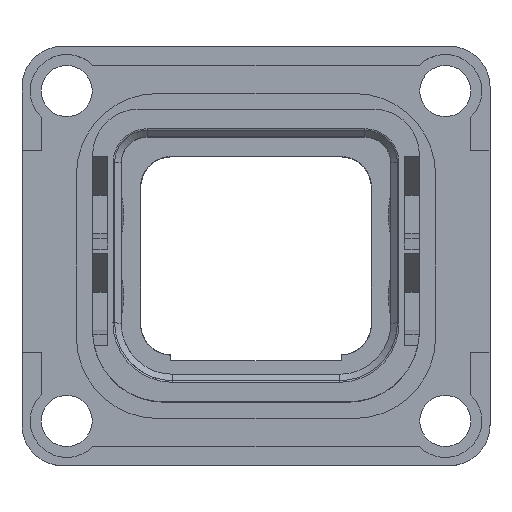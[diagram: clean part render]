
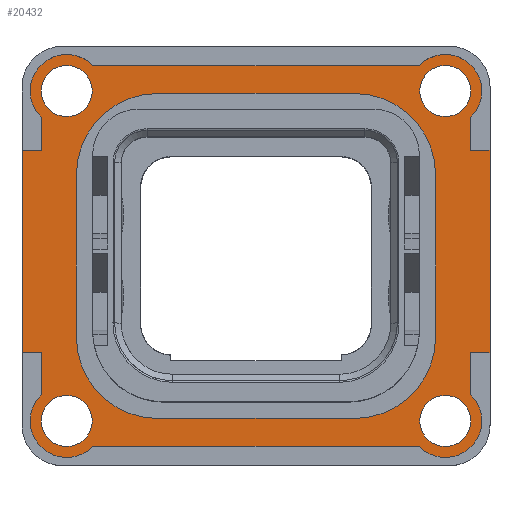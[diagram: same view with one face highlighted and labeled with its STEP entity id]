
A CAD part, top view. The second image highlights one B-rep face of the part: STEP entity #20432.
In plain terms, the highlighted planar face has unit normal (0, 0, 1).
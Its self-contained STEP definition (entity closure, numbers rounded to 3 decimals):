
#97=DIRECTION('',(0.,-1.,0.));
#98=VECTOR('',#97,12.45);
#99=CARTESIAN_POINT('',(-14.4,6.5,1.5));
#100=LINE('',#99,#98);
#160=CARTESIAN_POINT('',(-11.65,10.15,1.5));
#161=DIRECTION('',(0.,0.,1.));
#162=DIRECTION('',(0.716,0.698,0.));
#163=AXIS2_PLACEMENT_3D('',#160,#161,#162);
#173=CARTESIAN_POINT('',(11.65,10.15,1.5));
#174=DIRECTION('',(0.,0.,1.));
#175=DIRECTION('',(0.698,-0.716,0.));
#176=AXIS2_PLACEMENT_3D('',#173,#174,#175);
#183=DIRECTION('',(0.,1.,0.));
#184=VECTOR('',#183,2.588);
#185=CARTESIAN_POINT('',(13.22,-8.538,1.5));
#186=LINE('',#185,#184);
#187=DIRECTION('',(1.,0.,0.));
#188=VECTOR('',#187,20.077);
#189=CARTESIAN_POINT('',(-10.038,-11.72,1.5));
#190=LINE('',#189,#188);
#191=DIRECTION('',(0.,-1.,0.));
#192=VECTOR('',#191,2.588);
#193=CARTESIAN_POINT('',(-13.22,-5.95,1.5));
#194=LINE('',#193,#192);
#195=DIRECTION('',(1.,0.,0.));
#196=VECTOR('',#195,1.18);
#197=CARTESIAN_POINT('',(-14.4,-5.95,1.5));
#198=LINE('',#197,#196);
#199=DIRECTION('',(-1.,0.,0.));
#200=VECTOR('',#199,1.18);
#201=CARTESIAN_POINT('',(-13.22,6.5,1.5));
#202=LINE('',#201,#200);
#203=DIRECTION('',(0.,-1.,0.));
#204=VECTOR('',#203,2.038);
#205=CARTESIAN_POINT('',(-13.22,8.538,1.5));
#206=LINE('',#205,#204);
#207=DIRECTION('',(-1.,0.,0.));
#208=VECTOR('',#207,20.077);
#209=CARTESIAN_POINT('',(10.038,11.72,1.5));
#210=LINE('',#209,#208);
#211=DIRECTION('',(0.,1.,0.));
#212=VECTOR('',#211,2.038);
#213=CARTESIAN_POINT('',(13.22,6.5,1.5));
#214=LINE('',#213,#212);
#215=DIRECTION('',(-1.,0.,0.));
#216=VECTOR('',#215,1.18);
#217=CARTESIAN_POINT('',(14.4,6.5,1.5));
#218=LINE('',#217,#216);
#219=DIRECTION('',(1.,0.,0.));
#220=VECTOR('',#219,1.18);
#221=CARTESIAN_POINT('',(13.22,-5.95,1.5));
#222=LINE('',#221,#220);
#223=CARTESIAN_POINT('',(11.65,-10.15,1.5));
#224=DIRECTION('',(0.,0.,1.));
#225=DIRECTION('',(-1.,0.,0.));
#226=AXIS2_PLACEMENT_3D('',#223,#224,#225);
#228=CARTESIAN_POINT('',(-11.65,-10.15,1.5));
#229=DIRECTION('',(0.,0.,1.));
#230=DIRECTION('',(-1.,0.,0.));
#231=AXIS2_PLACEMENT_3D('',#228,#229,#230);
#233=CARTESIAN_POINT('',(-11.65,10.15,1.5));
#234=DIRECTION('',(0.,0.,1.));
#235=DIRECTION('',(1.,0.,0.));
#236=AXIS2_PLACEMENT_3D('',#233,#234,#235);
#238=CARTESIAN_POINT('',(11.65,10.15,1.5));
#239=DIRECTION('',(0.,0.,1.));
#240=DIRECTION('',(1.,0.,0.));
#241=AXIS2_PLACEMENT_3D('',#238,#239,#240);
#243=CARTESIAN_POINT('',(6.05,5.,1.5));
#244=DIRECTION('',(0.,0.,-1.));
#245=DIRECTION('',(0.,1.,0.));
#246=AXIS2_PLACEMENT_3D('',#243,#244,#245);
#248=DIRECTION('',(1.,0.,0.));
#249=VECTOR('',#248,12.1);
#250=CARTESIAN_POINT('',(-6.05,10.,1.5));
#251=LINE('',#250,#249);
#252=CARTESIAN_POINT('',(-6.05,5.,1.5));
#253=DIRECTION('',(0.,0.,-1.));
#254=DIRECTION('',(-1.,0.,0.));
#255=AXIS2_PLACEMENT_3D('',#252,#253,#254);
#257=DIRECTION('',(0.,1.,0.));
#258=VECTOR('',#257,10.);
#259=CARTESIAN_POINT('',(-11.05,-5.,1.5));
#260=LINE('',#259,#258);
#261=CARTESIAN_POINT('',(-6.05,-5.,1.5));
#262=DIRECTION('',(0.,0.,-1.));
#263=DIRECTION('',(0.,-1.,0.));
#264=AXIS2_PLACEMENT_3D('',#261,#262,#263);
#266=DIRECTION('',(-1.,0.,0.));
#267=VECTOR('',#266,12.1);
#268=CARTESIAN_POINT('',(6.05,-10.,1.5));
#269=LINE('',#268,#267);
#270=CARTESIAN_POINT('',(6.05,-5.,1.5));
#271=DIRECTION('',(0.,0.,-1.));
#272=DIRECTION('',(1.,0.,0.));
#273=AXIS2_PLACEMENT_3D('',#270,#271,#272);
#275=DIRECTION('',(0.,-1.,0.));
#276=VECTOR('',#275,10.);
#277=CARTESIAN_POINT('',(11.05,5.,1.5));
#278=LINE('',#277,#276);
#283=CARTESIAN_POINT('',(11.65,-10.15,1.5));
#284=DIRECTION('',(0.,0.,1.));
#285=DIRECTION('',(-0.716,-0.698,0.));
#286=AXIS2_PLACEMENT_3D('',#283,#284,#285);
#340=CARTESIAN_POINT('',(-11.65,-10.15,1.5));
#341=DIRECTION('',(0.,0.,1.));
#342=DIRECTION('',(-0.698,0.716,0.));
#343=AXIS2_PLACEMENT_3D('',#340,#341,#342);
#369=DIRECTION('',(0.,1.,0.));
#370=VECTOR('',#369,12.45);
#371=CARTESIAN_POINT('',(14.4,-5.95,1.5));
#372=LINE('',#371,#370);
#425=CARTESIAN_POINT('',(11.65,-10.15,1.5));
#426=DIRECTION('',(0.,0.,1.));
#427=DIRECTION('',(1.,0.,0.));
#428=AXIS2_PLACEMENT_3D('',#425,#426,#427);
#430=CARTESIAN_POINT('',(-11.65,-10.15,1.5));
#431=DIRECTION('',(0.,0.,1.));
#432=DIRECTION('',(1.,0.,0.));
#433=AXIS2_PLACEMENT_3D('',#430,#431,#432);
#451=CARTESIAN_POINT('',(-11.65,10.15,1.5));
#452=DIRECTION('',(0.,0.,1.));
#453=DIRECTION('',(-1.,0.,0.));
#454=AXIS2_PLACEMENT_3D('',#451,#452,#453);
#456=CARTESIAN_POINT('',(11.65,10.15,1.5));
#457=DIRECTION('',(0.,0.,1.));
#458=DIRECTION('',(-1.,0.,0.));
#459=AXIS2_PLACEMENT_3D('',#456,#457,#458);
#17967=CARTESIAN_POINT('',(-6.05,10.,1.5));
#17968=CARTESIAN_POINT('',(6.05,10.,1.5));
#17969=VERTEX_POINT('',#17967);
#17970=VERTEX_POINT('',#17968);
#17971=CARTESIAN_POINT('',(11.05,-5.,1.5));
#17972=CARTESIAN_POINT('',(6.05,-10.,1.5));
#17973=VERTEX_POINT('',#17971);
#17974=VERTEX_POINT('',#17972);
#17975=CARTESIAN_POINT('',(11.05,5.,1.5));
#17976=VERTEX_POINT('',#17975);
#17977=CARTESIAN_POINT('',(-11.05,5.,1.5));
#17978=VERTEX_POINT('',#17977);
#17979=CARTESIAN_POINT('',(-11.05,-5.,1.5));
#17980=VERTEX_POINT('',#17979);
#17981=CARTESIAN_POINT('',(-6.05,-10.,1.5));
#17982=VERTEX_POINT('',#17981);
#18013=CARTESIAN_POINT('',(14.4,-5.95,1.5));
#18014=CARTESIAN_POINT('',(14.4,6.5,1.5));
#18015=VERTEX_POINT('',#18013);
#18016=VERTEX_POINT('',#18014);
#18017=CARTESIAN_POINT('',(-14.4,6.5,1.5));
#18018=CARTESIAN_POINT('',(-14.4,-5.95,1.5));
#18019=VERTEX_POINT('',#18017);
#18020=VERTEX_POINT('',#18018);
#18021=CARTESIAN_POINT('',(10.08,10.15,1.5));
#18022=VERTEX_POINT('',#18021);
#18023=CARTESIAN_POINT('',(-10.08,10.15,1.5));
#18024=VERTEX_POINT('',#18023);
#18025=CARTESIAN_POINT('',(-10.08,-10.15,1.5));
#18026=VERTEX_POINT('',#18025);
#18027=CARTESIAN_POINT('',(10.08,-10.15,1.5));
#18028=VERTEX_POINT('',#18027);
#18029=CARTESIAN_POINT('',(-13.22,6.5,1.5));
#18030=VERTEX_POINT('',#18029);
#18031=CARTESIAN_POINT('',(13.22,6.5,1.5));
#18032=VERTEX_POINT('',#18031);
#18033=CARTESIAN_POINT('',(-13.22,-5.95,1.5));
#18034=VERTEX_POINT('',#18033);
#18349=CARTESIAN_POINT('',(13.22,-5.95,1.5));
#18350=VERTEX_POINT('',#18349);
#18680=CARTESIAN_POINT('',(13.22,8.538,1.5));
#18682=VERTEX_POINT('',#18680);
#18684=CARTESIAN_POINT('',(-10.038,-11.72,1.5));
#18686=VERTEX_POINT('',#18684);
#18688=CARTESIAN_POINT('',(10.038,-11.72,1.5));
#18690=VERTEX_POINT('',#18688);
#18692=CARTESIAN_POINT('',(-13.22,-8.538,1.5));
#18694=VERTEX_POINT('',#18692);
#18696=CARTESIAN_POINT('',(-10.038,11.72,1.5));
#18698=VERTEX_POINT('',#18696);
#18700=CARTESIAN_POINT('',(10.038,11.72,1.5));
#18702=VERTEX_POINT('',#18700);
#18704=CARTESIAN_POINT('',(-13.22,8.538,1.5));
#18706=VERTEX_POINT('',#18704);
#18708=CARTESIAN_POINT('',(13.22,-8.538,1.5));
#18710=VERTEX_POINT('',#18708);
#18712=CARTESIAN_POINT('',(13.22,10.15,1.5));
#18713=VERTEX_POINT('',#18712);
#18714=CARTESIAN_POINT('',(-13.22,10.15,1.5));
#18715=VERTEX_POINT('',#18714);
#18716=CARTESIAN_POINT('',(-13.22,-10.15,1.5));
#18717=VERTEX_POINT('',#18716);
#18718=CARTESIAN_POINT('',(13.22,-10.15,1.5));
#18719=VERTEX_POINT('',#18718);
#20355=CARTESIAN_POINT('',(0.,0.,1.5));
#20356=DIRECTION('',(0.,0.,1.));
#20357=DIRECTION('',(1.,0.,0.));
#20358=AXIS2_PLACEMENT_3D('',#20355,#20356,#20357);
#20359=PLANE('',#20358);
#20361=ORIENTED_EDGE('',*,*,#20360,.F.);
#20363=ORIENTED_EDGE('',*,*,#20362,.F.);
#20365=ORIENTED_EDGE('',*,*,#20364,.F.);
#20367=ORIENTED_EDGE('',*,*,#20366,.F.);
#20369=ORIENTED_EDGE('',*,*,#20368,.F.);
#20371=ORIENTED_EDGE('',*,*,#20370,.F.);
#20372=ORIENTED_EDGE('',*,*,#20268,.F.);
#20374=ORIENTED_EDGE('',*,*,#20373,.F.);
#20376=ORIENTED_EDGE('',*,*,#20375,.F.);
#20377=ORIENTED_EDGE('',*,*,#20320,.F.);
#20378=ORIENTED_EDGE('',*,*,#20336,.F.);
#20379=ORIENTED_EDGE('',*,*,#20346,.F.);
#20381=ORIENTED_EDGE('',*,*,#20380,.F.);
#20383=ORIENTED_EDGE('',*,*,#20382,.F.);
#20385=ORIENTED_EDGE('',*,*,#20384,.F.);
#20387=ORIENTED_EDGE('',*,*,#20386,.F.);
#20388=EDGE_LOOP('',(#20361,#20363,#20365,#20367,#20369,#20371,#20372,#20374,
#20376,#20377,#20378,#20379,#20381,#20383,#20385,#20387));
#20389=FACE_OUTER_BOUND('',#20388,.F.);
#20391=ORIENTED_EDGE('',*,*,#20390,.T.);
#20393=ORIENTED_EDGE('',*,*,#20392,.T.);
#20394=EDGE_LOOP('',(#20391,#20393));
#20395=FACE_BOUND('',#20394,.F.);
#20397=ORIENTED_EDGE('',*,*,#20396,.T.);
#20399=ORIENTED_EDGE('',*,*,#20398,.T.);
#20400=EDGE_LOOP('',(#20397,#20399));
#20401=FACE_BOUND('',#20400,.F.);
#20403=ORIENTED_EDGE('',*,*,#20402,.T.);
#20405=ORIENTED_EDGE('',*,*,#20404,.T.);
#20406=EDGE_LOOP('',(#20403,#20405));
#20407=FACE_BOUND('',#20406,.F.);
#20409=ORIENTED_EDGE('',*,*,#20408,.T.);
#20411=ORIENTED_EDGE('',*,*,#20410,.T.);
#20412=EDGE_LOOP('',(#20409,#20411));
#20413=FACE_BOUND('',#20412,.F.);
#20415=ORIENTED_EDGE('',*,*,#20414,.F.);
#20417=ORIENTED_EDGE('',*,*,#20416,.F.);
#20419=ORIENTED_EDGE('',*,*,#20418,.F.);
#20421=ORIENTED_EDGE('',*,*,#20420,.F.);
#20423=ORIENTED_EDGE('',*,*,#20422,.F.);
#20425=ORIENTED_EDGE('',*,*,#20424,.F.);
#20427=ORIENTED_EDGE('',*,*,#20426,.F.);
#20429=ORIENTED_EDGE('',*,*,#20428,.F.);
#20430=EDGE_LOOP('',(#20415,#20417,#20419,#20421,#20423,#20425,#20427,#20429));
#20431=FACE_BOUND('',#20430,.F.);
#20432=ADVANCED_FACE('',(#20389,#20395,#20401,#20407,#20413,#20431),#20359,.T.);
#164=CIRCLE('',#163,2.25);
#177=CIRCLE('',#176,2.25);
#227=CIRCLE('',#226,1.57);
#232=CIRCLE('',#231,1.57);
#237=CIRCLE('',#236,1.57);
#242=CIRCLE('',#241,1.57);
#247=CIRCLE('',#246,5.);
#256=CIRCLE('',#255,5.);
#265=CIRCLE('',#264,5.);
#274=CIRCLE('',#273,5.);
#287=CIRCLE('',#286,2.25);
#344=CIRCLE('',#343,2.25);
#429=CIRCLE('',#428,1.57);
#434=CIRCLE('',#433,1.57);
#455=CIRCLE('',#454,1.57);
#460=CIRCLE('',#459,1.57);
#20268=EDGE_CURVE('',#18019,#18020,#100,.T.);
#20320=EDGE_CURVE('',#18698,#18706,#164,.T.);
#20336=EDGE_CURVE('',#18702,#18698,#210,.T.);
#20346=EDGE_CURVE('',#18682,#18702,#177,.T.);
#20360=EDGE_CURVE('',#18710,#18350,#186,.T.);
#20362=EDGE_CURVE('',#18690,#18710,#287,.T.);
#20364=EDGE_CURVE('',#18686,#18690,#190,.T.);
#20366=EDGE_CURVE('',#18694,#18686,#344,.T.);
#20368=EDGE_CURVE('',#18034,#18694,#194,.T.);
#20370=EDGE_CURVE('',#18020,#18034,#198,.T.);
#20373=EDGE_CURVE('',#18030,#18019,#202,.T.);
#20375=EDGE_CURVE('',#18706,#18030,#206,.T.);
#20380=EDGE_CURVE('',#18032,#18682,#214,.T.);
#20382=EDGE_CURVE('',#18016,#18032,#218,.T.);
#20384=EDGE_CURVE('',#18015,#18016,#372,.T.);
#20386=EDGE_CURVE('',#18350,#18015,#222,.T.);
#20390=EDGE_CURVE('',#18028,#18719,#227,.T.);
#20392=EDGE_CURVE('',#18719,#18028,#429,.T.);
#20396=EDGE_CURVE('',#18026,#18717,#434,.T.);
#20398=EDGE_CURVE('',#18717,#18026,#232,.T.);
#20402=EDGE_CURVE('',#18024,#18715,#237,.T.);
#20404=EDGE_CURVE('',#18715,#18024,#455,.T.);
#20408=EDGE_CURVE('',#18022,#18713,#460,.T.);
#20410=EDGE_CURVE('',#18713,#18022,#242,.T.);
#20414=EDGE_CURVE('',#17970,#17976,#247,.T.);
#20416=EDGE_CURVE('',#17969,#17970,#251,.T.);
#20418=EDGE_CURVE('',#17978,#17969,#256,.T.);
#20420=EDGE_CURVE('',#17980,#17978,#260,.T.);
#20422=EDGE_CURVE('',#17982,#17980,#265,.T.);
#20424=EDGE_CURVE('',#17974,#17982,#269,.T.);
#20426=EDGE_CURVE('',#17973,#17974,#274,.T.);
#20428=EDGE_CURVE('',#17976,#17973,#278,.T.);
